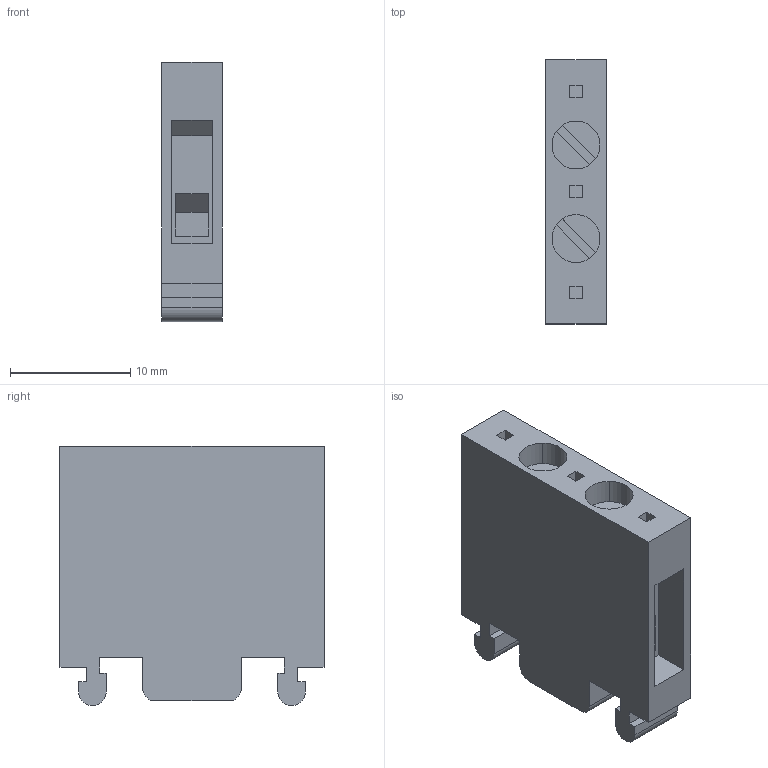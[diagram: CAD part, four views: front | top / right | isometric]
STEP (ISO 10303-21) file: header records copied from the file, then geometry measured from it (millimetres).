
FILE_DESCRIPTION(('Creo Elements/Direct Modeling STEP Export'),'2;1');
FILE_NAME('model.stp','2017-11-10T16:31:19',(''),(''),'Creo Elements/Direct Modeling STEP processor for AP214 (Solid Model)','Creo Elements/Direct Modeling 18.1I 14-Aug-2016 (C) Parametric Technology GmbH','');
FILE_SCHEMA(('AUTOMOTIVE_DESIGN { 1 0 10303 214 1 1 1 1 }'));
Length unit declared in the file: millimetre
Products named in the file (2): MBK_BU-select
Assembly tree (1 placements, depth 2):
  MBK_BU-select
    MBK_BU-select
Bounding box: 5 x 22 x 21.6 mm (x, y, z)
Volume: 1800 mm3; surface area: 1820.2 mm2
Topology: 1 solids, 1 shells, 83 faces, 216 edges, 144 vertices
Faces by surface type: plane 75, cylinder 8
Entity records: 3173 total; most frequent: CARTESIAN_POINT 435, ORIENTED_EDGE 432, DIRECTION 390, EDGE_CURVE 216, VECTOR 192, LINE 192, VERTEX_POINT 144, AXIS2_PLACEMENT_3D 99
